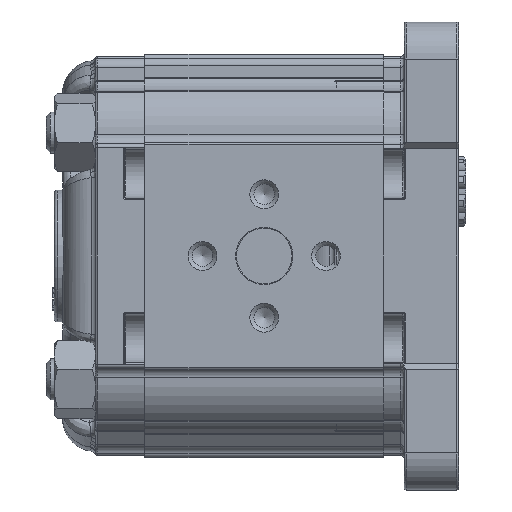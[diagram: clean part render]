
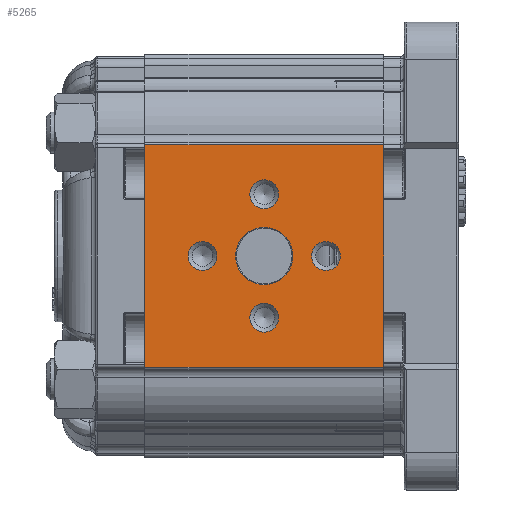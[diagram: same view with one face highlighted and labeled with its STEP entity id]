
A CAD part, left-side view. The second image highlights one B-rep face of the part: STEP entity #5265.
In plain terms, the highlighted planar face has unit normal (-1, 0, 0).
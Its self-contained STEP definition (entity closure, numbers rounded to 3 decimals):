
#5265 = ADVANCED_FACE( '', ( #10930, #10931, #10932, #10933, #10934, #10935 ), #10936, .T. );
#10930 = FACE_BOUND( '', #19596, .T. );
#10931 = FACE_BOUND( '', #19597, .T. );
#10932 = FACE_BOUND( '', #19598, .T. );
#10933 = FACE_BOUND( '', #19599, .T. );
#10934 = FACE_BOUND( '', #19600, .T. );
#10935 = FACE_OUTER_BOUND( '', #19601, .T. );
#10936 = PLANE( '', #19602 );
#19596 = EDGE_LOOP( '', ( #35794 ) );
#19597 = EDGE_LOOP( '', ( #35795 ) );
#19598 = EDGE_LOOP( '', ( #35796 ) );
#19599 = EDGE_LOOP( '', ( #35797 ) );
#19600 = EDGE_LOOP( '', ( #35798 ) );
#19601 = EDGE_LOOP( '', ( #35799, #35800, #35801, #35802 ) );
#19602 = AXIS2_PLACEMENT_3D( '', #35803, #35804, #35805 );
#35794 = ORIENTED_EDGE( '', *, *, #42256, .T. );
#35795 = ORIENTED_EDGE( '', *, *, #43981, .T. );
#35796 = ORIENTED_EDGE( '', *, *, #43973, .T. );
#35797 = ORIENTED_EDGE( '', *, *, #43286, .T. );
#35798 = ORIENTED_EDGE( '', *, *, #39942, .T. );
#35799 = ORIENTED_EDGE( '', *, *, #43779, .F. );
#35800 = ORIENTED_EDGE( '', *, *, #41666, .F. );
#35801 = ORIENTED_EDGE( '', *, *, #43306, .T. );
#35802 = ORIENTED_EDGE( '', *, *, #42614, .T. );
#35803 = CARTESIAN_POINT( '', ( -43., 58., 27.048 ) );
#35804 = DIRECTION( '', ( -1., 0., 0. ) );
#35805 = DIRECTION( '', ( 0., 0., 1. ) );
#39942 = EDGE_CURVE( '', #48285, #48285, #48286, .F. );
#41666 = EDGE_CURVE( '', #50815, #50811, #50817, .T. );
#42256 = EDGE_CURVE( '', #51615, #51615, #51616, .F. );
#42614 = EDGE_CURVE( '', #52067, #52065, #52068, .T. );
#43286 = EDGE_CURVE( '', #52867, #52867, #52868, .F. );
#43306 = EDGE_CURVE( '', #50815, #52067, #52894, .T. );
#43779 = EDGE_CURVE( '', #50811, #52065, #53416, .T. );
#43973 = EDGE_CURVE( '', #53611, #53611, #53612, .F. );
#43981 = EDGE_CURVE( '', #53620, #53620, #53621, .F. );
#48285 = VERTEX_POINT( '', #61788 );
#48286 = CIRCLE( '', #61789, 6.95 );
#50811 = VERTEX_POINT( '', #67027 );
#50815 = VERTEX_POINT( '', #67032 );
#50817 = LINE( '', #67034, #67035 );
#51615 = VERTEX_POINT( '', #68713 );
#51616 = CIRCLE( '', #68714, 3.5 );
#52065 = VERTEX_POINT( '', #69570 );
#52067 = VERTEX_POINT( '', #69572 );
#52068 = LINE( '', #69573, #69574 );
#52867 = VERTEX_POINT( '', #71245 );
#52868 = CIRCLE( '', #71246, 3.5 );
#52894 = LINE( '', #71280, #71281 );
#53416 = LINE( '', #72185, #72186 );
#53611 = VERTEX_POINT( '', #72515 );
#53612 = CIRCLE( '', #72516, 3.5 );
#53620 = VERTEX_POINT( '', #72525 );
#53621 = CIRCLE( '', #72526, 3.5 );
#61788 = CARTESIAN_POINT( '', ( -43., 29., 6.95 ) );
#61789 = AXIS2_PLACEMENT_3D( '', #75578, #75579, #75580 );
#67027 = CARTESIAN_POINT( '', ( -43., 0., 27.048 ) );
#67032 = CARTESIAN_POINT( '', ( -43., 58., 27.048 ) );
#67034 = CARTESIAN_POINT( '', ( -43., 58., 27.048 ) );
#67035 = VECTOR( '', #77447, 1000. );
#68713 = CARTESIAN_POINT( '', ( -43., 14., 3.5 ) );
#68714 = AXIS2_PLACEMENT_3D( '', #78019, #78020, #78021 );
#69570 = CARTESIAN_POINT( '', ( -43., 0., -27.048 ) );
#69572 = CARTESIAN_POINT( '', ( -43., 58., -27.048 ) );
#69573 = CARTESIAN_POINT( '', ( -43., 58., -27.048 ) );
#69574 = VECTOR( '', #78359, 1000. );
#71245 = CARTESIAN_POINT( '', ( -43., 29., 18.5 ) );
#71246 = AXIS2_PLACEMENT_3D( '', #78996, #78997, #78998 );
#71280 = CARTESIAN_POINT( '', ( -43., 58., 27.048 ) );
#71281 = VECTOR( '', #79037, 1000. );
#72185 = CARTESIAN_POINT( '', ( -43., 0., 27.048 ) );
#72186 = VECTOR( '', #79443, 1000. );
#72515 = CARTESIAN_POINT( '', ( -43., 29., -11.5 ) );
#72516 = AXIS2_PLACEMENT_3D( '', #79561, #79562, #79563 );
#72525 = CARTESIAN_POINT( '', ( -43., 44., 3.5 ) );
#72526 = AXIS2_PLACEMENT_3D( '', #79568, #79569, #79570 );
#75578 = CARTESIAN_POINT( '', ( -43., 29., 0. ) );
#75579 = DIRECTION( '', ( -1., 0., 0. ) );
#75580 = DIRECTION( '', ( 0., 0., 1. ) );
#77447 = DIRECTION( '', ( 0., -1., 0. ) );
#78019 = CARTESIAN_POINT( '', ( -43., 14., 0. ) );
#78020 = DIRECTION( '', ( -1., 0., 0. ) );
#78021 = DIRECTION( '', ( 0., 0., 1. ) );
#78359 = DIRECTION( '', ( 0., -1., 0. ) );
#78996 = CARTESIAN_POINT( '', ( -43., 29., 15. ) );
#78997 = DIRECTION( '', ( -1., 0., 0. ) );
#78998 = DIRECTION( '', ( 0., 0., 1. ) );
#79037 = DIRECTION( '', ( 0., 0., -1. ) );
#79443 = DIRECTION( '', ( 0., 0., -1. ) );
#79561 = CARTESIAN_POINT( '', ( -43., 29., -15. ) );
#79562 = DIRECTION( '', ( -1., 0., 0. ) );
#79563 = DIRECTION( '', ( 0., 0., 1. ) );
#79568 = CARTESIAN_POINT( '', ( -43., 44., 0. ) );
#79569 = DIRECTION( '', ( -1., 0., 0. ) );
#79570 = DIRECTION( '', ( 0., 0., 1. ) );
